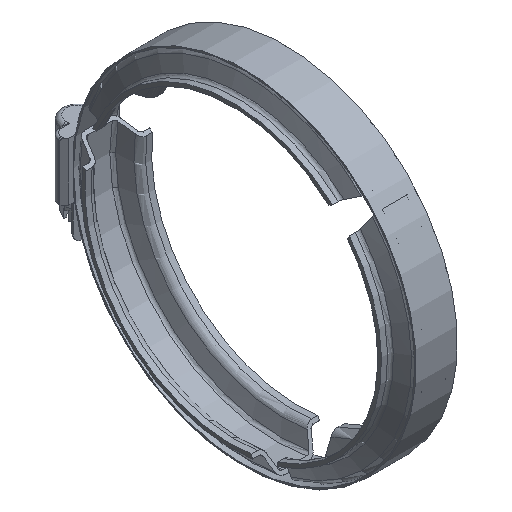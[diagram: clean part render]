
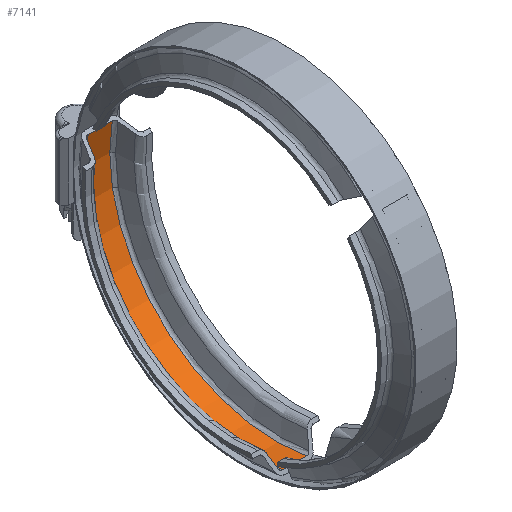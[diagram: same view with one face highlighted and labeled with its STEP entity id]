
A CAD part, isometric view. The second image highlights one B-rep face of the part: STEP entity #7141.
In plain terms, the highlighted cylindrical face has radius 57.912 mm (diameter 115.824 mm), a partial arc.
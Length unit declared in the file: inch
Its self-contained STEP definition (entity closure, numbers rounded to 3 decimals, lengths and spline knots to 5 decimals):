
#1237=FACE_OUTER_BOUND('',#1662,.T.);
#1662=EDGE_LOOP('',(#6668,#6669,#6670,#6671));
#1961=LINE('',#53439,#2425);
#1986=LINE('',#53815,#2450);
#2425=VECTOR('',#8140,0.3937);
#2450=VECTOR('',#8171,0.3937);
#2741=CIRCLE('',#7540,2.28);
#2742=CIRCLE('',#7542,2.28);
#3256=VERTEX_POINT('',#53427);
#3257=VERTEX_POINT('',#53438);
#3318=VERTEX_POINT('',#53803);
#3319=VERTEX_POINT('',#53814);
#4200=EDGE_CURVE('',#3257,#3256,#1961,.T.);
#4262=EDGE_CURVE('',#3319,#3318,#1986,.T.);
#4530=EDGE_CURVE('',#3256,#3319,#2741,.T.);
#4531=EDGE_CURVE('',#3257,#3318,#2742,.T.);
#6668=ORIENTED_EDGE('',*,*,#4200,.T.);
#6669=ORIENTED_EDGE('',*,*,#4530,.T.);
#6670=ORIENTED_EDGE('',*,*,#4262,.T.);
#6671=ORIENTED_EDGE('',*,*,#4531,.F.);
#6749=CYLINDRICAL_SURFACE('',#7541,2.28);
#7141=ADVANCED_FACE('',(#1237),#6749,.F.);
#7540=AXIS2_PLACEMENT_3D('',#54569,#8763,#8764);
#7541=AXIS2_PLACEMENT_3D('',#54570,#8765,#8766);
#7542=AXIS2_PLACEMENT_3D('',#54571,#8767,#8768);
#8140=DIRECTION('',(1.,0.,0.));
#8171=DIRECTION('',(-1.,0.,0.));
#8763=DIRECTION('center_axis',(1.,0.,0.));
#8764=DIRECTION('ref_axis',(0.,1.,0.));
#8765=DIRECTION('center_axis',(1.,0.,0.));
#8766=DIRECTION('ref_axis',(0.,1.,0.));
#8767=DIRECTION('center_axis',(1.,0.,0.));
#8768=DIRECTION('ref_axis',(0.,1.,0.));
#53427=CARTESIAN_POINT('',(0.16499,-0.40775,-2.24324));
#53438=CARTESIAN_POINT('',(-0.16499,-0.40775,-2.24324));
#53439=CARTESIAN_POINT('',(0.,-0.40775,-2.24324));
#53803=CARTESIAN_POINT('',(-0.16499,2.2458,0.3934));
#53814=CARTESIAN_POINT('',(0.16499,2.2458,0.3934));
#53815=CARTESIAN_POINT('',(0.,2.2458,0.3934));
#54569=CARTESIAN_POINT('Origin',(0.16499,0.,0.));
#54570=CARTESIAN_POINT('Origin',(0.,0.,0.));
#54571=CARTESIAN_POINT('Origin',(-0.16499,0.,0.));
